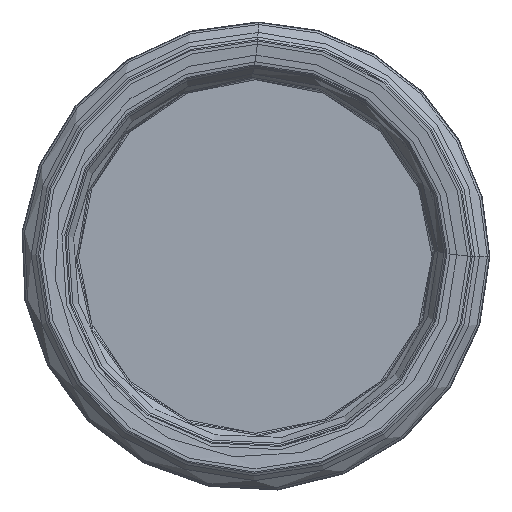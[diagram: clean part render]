
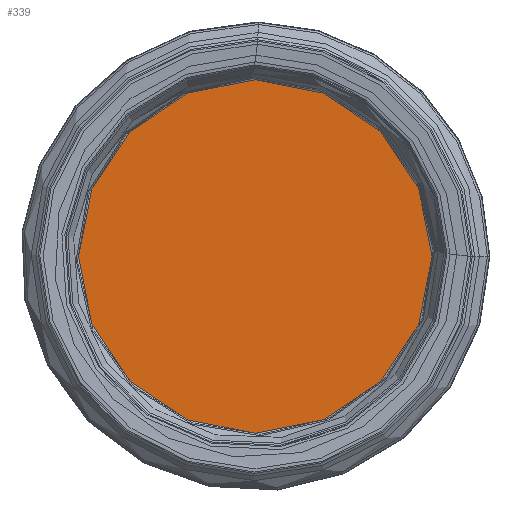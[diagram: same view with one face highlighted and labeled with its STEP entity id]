
A CAD part, left-side view. The second image highlights one B-rep face of the part: STEP entity #339.
In plain terms, the highlighted planar face has unit normal (-1, 0, 0).
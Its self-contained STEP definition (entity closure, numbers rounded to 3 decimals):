
#257=PLANE('',#1482);
#339=ADVANCED_FACE('',(#487),#257,.F.);
#487=FACE_OUTER_BOUND('',#579,.T.);
#579=EDGE_LOOP('',(#1000));
#691=CIRCLE('',#1480,65.225);
#1000=ORIENTED_EDGE('',*,*,#1257,.T.);
#1098=VERTEX_POINT('',#2981);
#1257=EDGE_CURVE('',#1098,#1098,#691,.T.);
#1480=AXIS2_PLACEMENT_3D('',#2980,#1764,#1765);
#1482=AXIS2_PLACEMENT_3D('',#2983,#1768,#1769);
#1764=DIRECTION('',(-1.,0.,0.));
#1765=DIRECTION('',(0.,0.,1.));
#1768=DIRECTION('',(1.,0.,0.));
#1769=DIRECTION('',(0.,0.,-1.));
#2980=CARTESIAN_POINT('',(9.,0.,0.));
#2981=CARTESIAN_POINT('',(9.,0.,65.225));
#2983=CARTESIAN_POINT('',(9.,51.5,0.));
